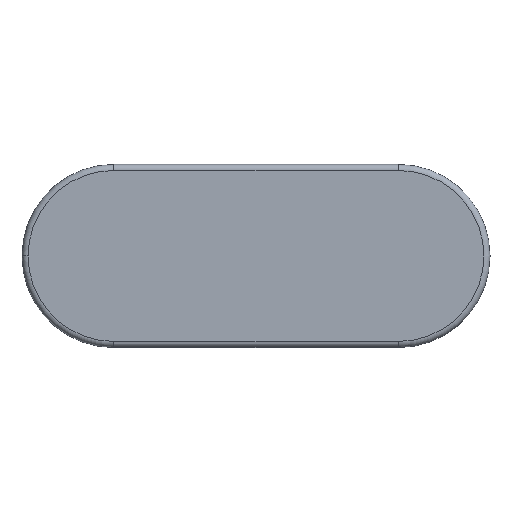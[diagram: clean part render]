
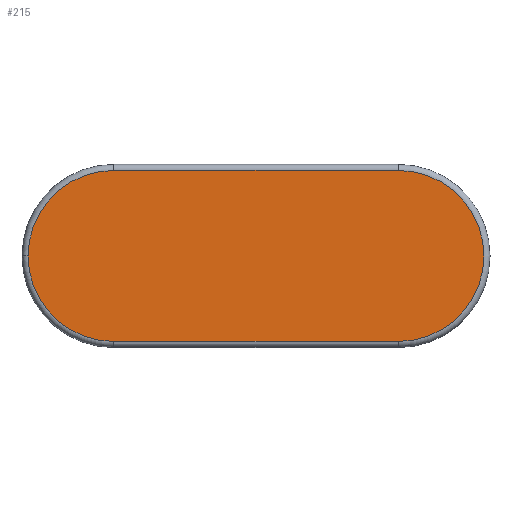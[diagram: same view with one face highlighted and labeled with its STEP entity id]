
A CAD part, top view. The second image highlights one B-rep face of the part: STEP entity #215.
In plain terms, the highlighted planar face has unit normal (0, 0, 1).
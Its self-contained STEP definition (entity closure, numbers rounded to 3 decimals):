
#5 = ORIENTED_EDGE ( 'NONE', *, *, #444, .T. ) ;
#15 = AXIS2_PLACEMENT_3D ( 'NONE', #763, #237, #106 ) ;
#49 = CARTESIAN_POINT ( 'NONE',  ( 5.875, 2.275, 68.894 ) ) ;
#52 = VECTOR ( 'NONE', #559, 1000. ) ;
#106 = DIRECTION ( 'NONE',  ( -1., 0., 0. ) ) ;
#147 = DIRECTION ( 'NONE',  ( 0., 0., -1. ) ) ;
#185 = DIRECTION ( 'NONE',  ( -1., 0., 0. ) ) ;
#193 = AXIS2_PLACEMENT_3D ( 'NONE', #395, #602, #341 ) ;
#195 = CARTESIAN_POINT ( 'NONE',  ( 5.875, 5.8, 68.894 ) ) ;
#204 = VERTEX_POINT ( 'NONE', #338 ) ;
#215 = ADVANCED_FACE ( 'NONE', ( #500 ), #350, .F. ) ;
#237 = DIRECTION ( 'NONE',  ( 0., 0., 1. ) ) ;
#239 = CARTESIAN_POINT ( 'NONE',  ( -5.875, 5.8, 68.894 ) ) ;
#257 = CIRCLE ( 'NONE', #193, 3.525 ) ;
#275 = AXIS2_PLACEMENT_3D ( 'NONE', #49, #772, #185 ) ;
#280 = VERTEX_POINT ( 'NONE', #362 ) ;
#311 = AXIS2_PLACEMENT_3D ( 'NONE', #615, #147, #611 ) ;
#338 = CARTESIAN_POINT ( 'NONE',  ( 5.875, -1.25, 68.894 ) ) ;
#341 = DIRECTION ( 'NONE',  ( -1., 0., 0. ) ) ;
#350 = PLANE ( 'NONE',  #311 ) ;
#362 = CARTESIAN_POINT ( 'NONE',  ( -9.4, 2.275, 68.894 ) ) ;
#394 = ORIENTED_EDGE ( 'NONE', *, *, #634, .T. ) ;
#395 = CARTESIAN_POINT ( 'NONE',  ( -5.875, 2.275, 68.894 ) ) ;
#403 = VERTEX_POINT ( 'NONE', #239 ) ;
#408 = CIRCLE ( 'NONE', #15, 3.525 ) ;
#444 = EDGE_CURVE ( 'NONE', #204, #623, #655, .T. ) ;
#491 = LINE ( 'NONE', #629, #52 ) ;
#500 = FACE_OUTER_BOUND ( 'NONE', #782, .T. ) ;
#532 = VERTEX_POINT ( 'NONE', #710 ) ;
#559 = DIRECTION ( 'NONE',  ( 1., 0., 0. ) ) ;
#602 = DIRECTION ( 'NONE',  ( 0., 0., 1. ) ) ;
#604 = CARTESIAN_POINT ( 'NONE',  ( 0., 5.8, 68.894 ) ) ;
#611 = DIRECTION ( 'NONE',  ( -1., 0., 0. ) ) ;
#615 = CARTESIAN_POINT ( 'NONE',  ( 0., 0., 68.894 ) ) ;
#623 = VERTEX_POINT ( 'NONE', #195 ) ;
#629 = CARTESIAN_POINT ( 'NONE',  ( 5.875, -1.25, 68.894 ) ) ;
#634 = EDGE_CURVE ( 'NONE', #280, #532, #257, .T. ) ;
#655 = CIRCLE ( 'NONE', #275, 3.525 ) ;
#664 = DIRECTION ( 'NONE',  ( -1., 0., 0. ) ) ;
#692 = ORIENTED_EDGE ( 'NONE', *, *, #718, .T. ) ;
#710 = CARTESIAN_POINT ( 'NONE',  ( -5.875, -1.25, 68.894 ) ) ;
#718 = EDGE_CURVE ( 'NONE', #623, #403, #852, .T. ) ;
#727 = ORIENTED_EDGE ( 'NONE', *, *, #843, .T. ) ;
#759 = ORIENTED_EDGE ( 'NONE', *, *, #831, .T. ) ;
#763 = CARTESIAN_POINT ( 'NONE',  ( -5.875, 2.275, 68.894 ) ) ;
#772 = DIRECTION ( 'NONE',  ( 0., 0., 1. ) ) ;
#782 = EDGE_LOOP ( 'NONE', ( #727, #5, #692, #759, #394 ) ) ;
#799 = VECTOR ( 'NONE', #664, 1000. ) ;
#831 = EDGE_CURVE ( 'NONE', #403, #280, #408, .T. ) ;
#843 = EDGE_CURVE ( 'NONE', #532, #204, #491, .T. ) ;
#852 = LINE ( 'NONE', #604, #799 ) ;
